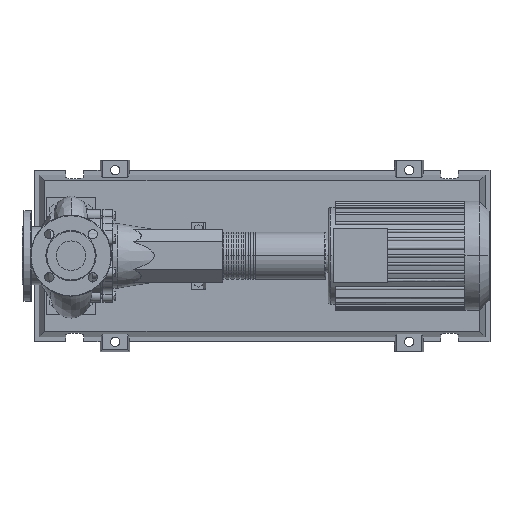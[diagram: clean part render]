
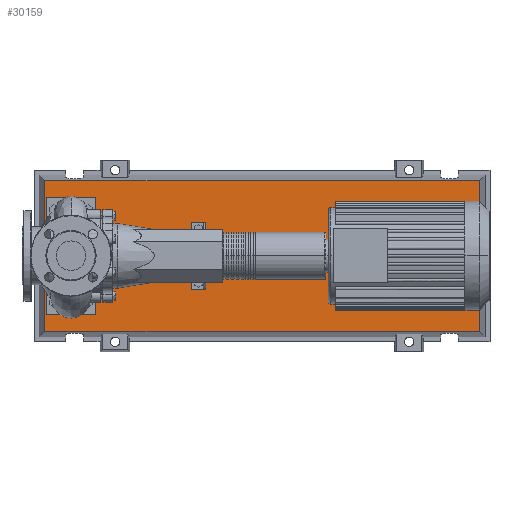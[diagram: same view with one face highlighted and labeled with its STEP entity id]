
A CAD part, top view. The second image highlights one B-rep face of the part: STEP entity #30159.
In plain terms, the highlighted planar face has unit normal (0, 0, 1).
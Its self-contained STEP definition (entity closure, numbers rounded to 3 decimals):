
#29840=CARTESIAN_POINT('',(833.292,-153.292,83.0));
#29841=VERTEX_POINT('',#29840);
#29848=CARTESIAN_POINT('',(-53.292,-153.292,83.0));
#29849=VERTEX_POINT('',#29848);
#29850=CARTESIAN_POINT('',(833.292,-153.292,83.0));
#29851=DIRECTION('',(-1.0,0.0,0.0));
#29852=VECTOR('',#29851,886.584);
#29853=LINE('',#29850,#29852);
#29854=EDGE_CURVE('',#29841,#29849,#29853,.T.);
#30072=CARTESIAN_POINT('',(833.292,153.292,83.0));
#30073=VERTEX_POINT('',#30072);
#30074=CARTESIAN_POINT('',(833.292,153.292,83.0));
#30075=DIRECTION('',(0.0,-1.0,0.0));
#30076=VECTOR('',#30075,306.584);
#30077=LINE('',#30074,#30076);
#30078=EDGE_CURVE('',#30073,#29841,#30077,.T.);
#30096=CARTESIAN_POINT('',(-53.292,153.292,83.0));
#30097=VERTEX_POINT('',#30096);
#30098=CARTESIAN_POINT('',(-53.292,-153.292,83.0));
#30099=DIRECTION('',(0.0,1.0,0.0));
#30100=VECTOR('',#30099,306.584);
#30101=LINE('',#30098,#30100);
#30102=EDGE_CURVE('',#29849,#30097,#30101,.T.);
#30135=CARTESIAN_POINT('',(-53.292,153.292,83.0));
#30136=DIRECTION('',(1.0,0.0,0.0));
#30137=VECTOR('',#30136,886.584);
#30138=LINE('',#30135,#30137);
#30139=EDGE_CURVE('',#30097,#30073,#30138,.T.);
#30148=CARTESIAN_POINT('',(390.,0.,83.0));
#30149=DIRECTION('',(0.0,0.0,1.0));
#30150=DIRECTION('',(1.0,0.0,0.0));
#30151=AXIS2_PLACEMENT_3D('',#30148,#30149,#30150);
#30152=PLANE('',#30151);
#30153=ORIENTED_EDGE('',*,*,#30078,.F.);
#30154=ORIENTED_EDGE('',*,*,#30139,.F.);
#30155=ORIENTED_EDGE('',*,*,#30102,.F.);
#30156=ORIENTED_EDGE('',*,*,#29854,.F.);
#30157=EDGE_LOOP('',(#30153,#30154,#30155,#30156));
#30158=FACE_OUTER_BOUND('',#30157,.T.);
#30159=ADVANCED_FACE('',(#30158),#30152,.T.);
